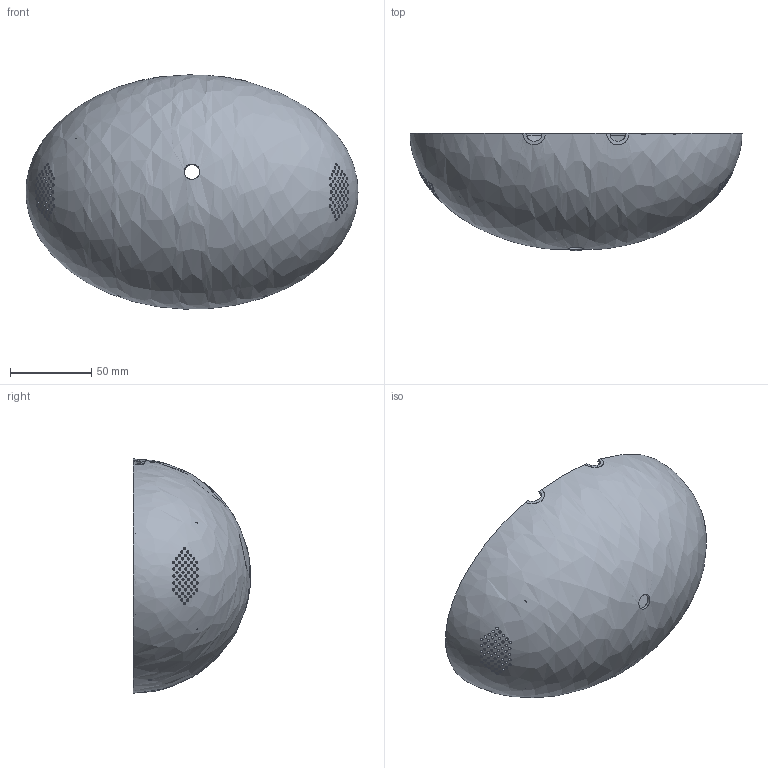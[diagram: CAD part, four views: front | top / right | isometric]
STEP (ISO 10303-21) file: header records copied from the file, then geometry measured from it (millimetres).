
FILE_DESCRIPTION(/* description */ (''),/* implementation_level */ '2;1');
FILE_NAME(/* name */ 'Base head.step',/* time_stamp */ '2025-10-30T17:26:18Z',/* author */ (''),/* organization */ (''),/* preprocessor_version */ 'ST-DEVELOPER v20.1',/* originating_system */ 'Autodesk Translation Framework v14.17.0.0',/* authorisation */ '');
FILE_SCHEMA (('AUTOMOTIVE_DESIGN { 1 0 10303 214 3 1 1 }'));
Length unit declared in the file: millimetre
Products named in the file (1): Base head
Bounding box: 204 x 71.98 x 143.91 mm (x, y, z)
Volume: 696735.6 mm3; surface area: 63334.7 mm2
Topology: 3 solids, 3 shells, 221 faces, 861 edges, 662 vertices
Faces by surface type: cylinder 171, plane 38, bspline 12
Full cylindrical faces by diameter (mm): 1.5 x122, 1.9 x18, 3.9 x6, 9.5 x1
Entity records: 22014 total; most frequent: CARTESIAN_POINT 15189, ORIENTED_EDGE 1718, EDGE_CURVE 859, DIRECTION 761, VERTEX_POINT 662, B_SPLINE_CURVE_WITH_KNOTS 578, EDGE_LOOP 501, FACE_BOUND 280
